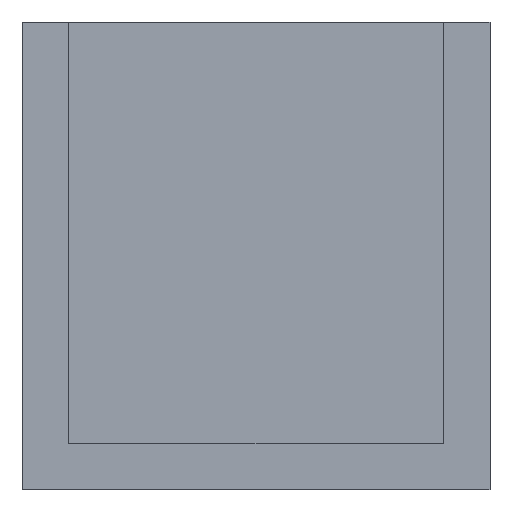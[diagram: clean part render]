
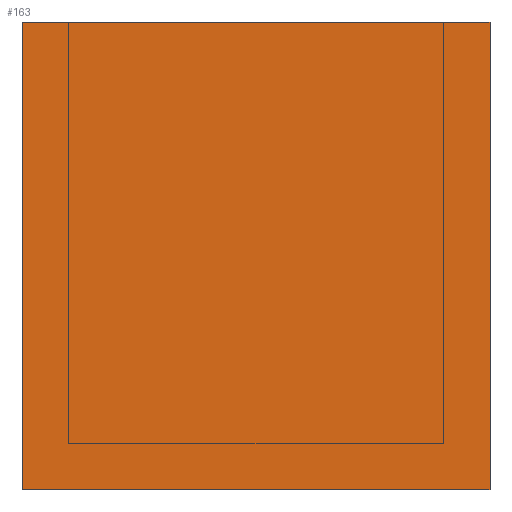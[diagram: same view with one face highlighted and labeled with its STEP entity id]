
A CAD part, front view. The second image highlights one B-rep face of the part: STEP entity #163.
In plain terms, the highlighted planar face has unit normal (0, -1, 0).
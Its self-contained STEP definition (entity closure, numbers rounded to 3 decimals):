
#12 = AXIS2_PLACEMENT_3D ( 'NONE', #49, #285, #109 ) ;
#14 = CARTESIAN_POINT ( 'NONE',  ( -31.739, -550.217, -20. ) ) ;
#19 = ORIENTED_EDGE ( 'NONE', *, *, #251, .T. ) ;
#21 = CARTESIAN_POINT ( 'NONE',  ( -11.739, -550.217, -20. ) ) ;
#37 = DIRECTION ( 'NONE',  ( 1., 0., 0. ) ) ;
#49 = CARTESIAN_POINT ( 'NONE',  ( -31.739, -550.217, -20. ) ) ;
#65 = VERTEX_POINT ( 'NONE', #21 ) ;
#67 = EDGE_CURVE ( 'NONE', #65, #274, #310, .T. ) ;
#70 = EDGE_LOOP ( 'NONE', ( #131, #173, #19, #78 ) ) ;
#78 = ORIENTED_EDGE ( 'NONE', *, *, #67, .T. ) ;
#79 = VERTEX_POINT ( 'NONE', #321 ) ;
#91 = CARTESIAN_POINT ( 'NONE',  ( -11.739, -550.217, 0. ) ) ;
#109 = DIRECTION ( 'NONE',  ( 0., 0., -1. ) ) ;
#114 = DIRECTION ( 'NONE',  ( 0., 0., 1. ) ) ;
#128 = DIRECTION ( 'NONE',  ( 1., 0., 0. ) ) ;
#131 = ORIENTED_EDGE ( 'NONE', *, *, #231, .F. ) ;
#148 = VERTEX_POINT ( 'NONE', #224 ) ;
#154 = VECTOR ( 'NONE', #245, 1000. ) ;
#159 = LINE ( 'NONE', #338, #257 ) ;
#161 = EDGE_CURVE ( 'NONE', #148, #79, #295, .T. ) ;
#163 = ADVANCED_FACE ( 'NONE', ( #235 ), #327, .T. ) ;
#171 = CARTESIAN_POINT ( 'NONE',  ( -31.739, -550.217, -20. ) ) ;
#173 = ORIENTED_EDGE ( 'NONE', *, *, #161, .F. ) ;
#216 = VECTOR ( 'NONE', #114, 1000. ) ;
#218 = CARTESIAN_POINT ( 'NONE',  ( -11.739, -550.217, -20. ) ) ;
#224 = CARTESIAN_POINT ( 'NONE',  ( -31.739, -550.217, -20. ) ) ;
#231 = EDGE_CURVE ( 'NONE', #79, #274, #159, .T. ) ;
#235 = FACE_OUTER_BOUND ( 'NONE', #70, .T. ) ;
#245 = DIRECTION ( 'NONE',  ( 0., 0., 1. ) ) ;
#251 = EDGE_CURVE ( 'NONE', #148, #65, #256, .T. ) ;
#256 = LINE ( 'NONE', #14, #316 ) ;
#257 = VECTOR ( 'NONE', #37, 1000. ) ;
#274 = VERTEX_POINT ( 'NONE', #91 ) ;
#285 = DIRECTION ( 'NONE',  ( 0., -1., 0. ) ) ;
#295 = LINE ( 'NONE', #171, #216 ) ;
#310 = LINE ( 'NONE', #218, #154 ) ;
#316 = VECTOR ( 'NONE', #128, 1000. ) ;
#321 = CARTESIAN_POINT ( 'NONE',  ( -31.739, -550.217, 0. ) ) ;
#327 = PLANE ( 'NONE',  #12 ) ;
#338 = CARTESIAN_POINT ( 'NONE',  ( -31.739, -550.217, 0. ) ) ;
